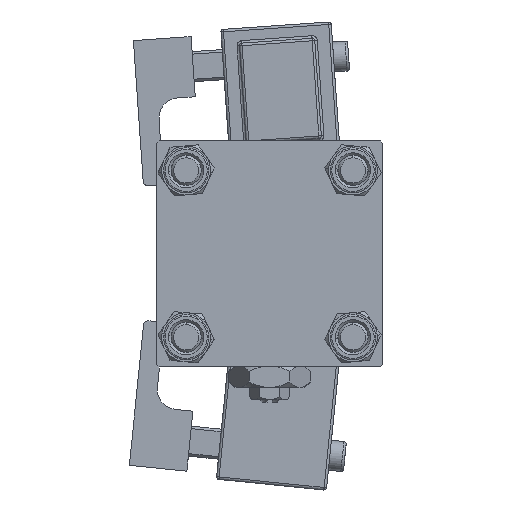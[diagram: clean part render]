
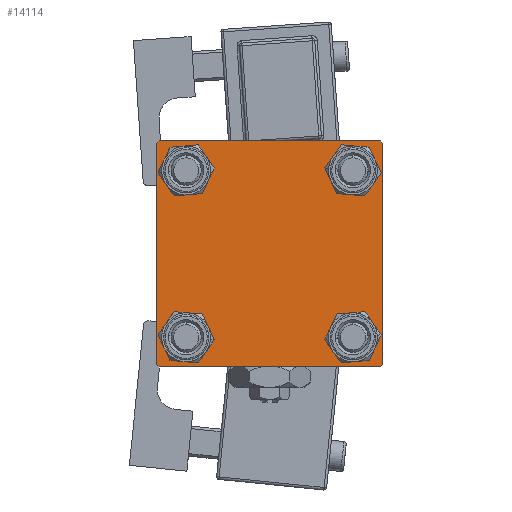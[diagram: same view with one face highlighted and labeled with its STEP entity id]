
A CAD part, left-side view. The second image highlights one B-rep face of the part: STEP entity #14114.
In plain terms, the highlighted planar face has unit normal (-1, 0, 0).
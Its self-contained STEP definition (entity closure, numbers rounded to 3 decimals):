
#840 = LINE ( 'NONE', #39565, #10390 ) ;
#1200 = AXIS2_PLACEMENT_3D ( 'NONE', #44571, #44894, #58531 ) ;
#1243 = CIRCLE ( 'NONE', #62036, 3.5 ) ;
#1697 = CIRCLE ( 'NONE', #3726, 3.5 ) ;
#2298 = AXIS2_PLACEMENT_3D ( 'NONE', #57686, #37723, #47226 ) ;
#2718 = VECTOR ( 'NONE', #50240, 1000. ) ;
#2804 = VERTEX_POINT ( 'NONE', #26992 ) ;
#2921 = ORIENTED_EDGE ( 'NONE', *, *, #33628, .T. ) ;
#3142 = CARTESIAN_POINT ( 'NONE',  ( 0., -16.6, -16.6 ) ) ;
#3726 = AXIS2_PLACEMENT_3D ( 'NONE', #58020, #58967, #14553 ) ;
#3796 = VECTOR ( 'NONE', #12748, 1000. ) ;
#3822 = ORIENTED_EDGE ( 'NONE', *, *, #46075, .T. ) ;
#4591 = EDGE_LOOP ( 'NONE', ( #60038, #15829 ) ) ;
#5768 = CIRCLE ( 'NONE', #40284, 3.5 ) ;
#5800 = VERTEX_POINT ( 'NONE', #18800 ) ;
#6846 = CARTESIAN_POINT ( 'NONE',  ( 0., 16.6, 16.6 ) ) ;
#7394 = CARTESIAN_POINT ( 'NONE',  ( 0., 22.5, 22.5 ) ) ;
#7984 = CARTESIAN_POINT ( 'NONE',  ( 0., 22.25, -22.25 ) ) ;
#9198 = ORIENTED_EDGE ( 'NONE', *, *, #11712, .F. ) ;
#9227 = DIRECTION ( 'NONE',  ( 1., 0., 0. ) ) ;
#9858 = DIRECTION ( 'NONE',  ( 0., 0., 1. ) ) ;
#10048 = FACE_BOUND ( 'NONE', #4591, .T. ) ;
#10350 = DIRECTION ( 'NONE',  ( 1., 0., 0. ) ) ;
#10390 = VECTOR ( 'NONE', #17021, 1000. ) ;
#10678 = DIRECTION ( 'NONE',  ( 0., 0., 1. ) ) ;
#10925 = CARTESIAN_POINT ( 'NONE',  ( 0., 22.5, 22.5 ) ) ;
#11103 = VERTEX_POINT ( 'NONE', #23876 ) ;
#11273 = CIRCLE ( 'NONE', #46757, 3.5 ) ;
#11712 = EDGE_CURVE ( 'NONE', #2804, #60399, #15694, .T. ) ;
#12264 = CARTESIAN_POINT ( 'NONE',  ( 0., 22.5, -22. ) ) ;
#12701 = EDGE_CURVE ( 'NONE', #61790, #19940, #1243, .T. ) ;
#12748 = DIRECTION ( 'NONE',  ( 0., -0.707, -0.707 ) ) ;
#12797 = CARTESIAN_POINT ( 'NONE',  ( 0., 16.6, 20.1 ) ) ;
#13141 = DIRECTION ( 'NONE',  ( 1., 0., 0. ) ) ;
#14114 = ADVANCED_FACE ( 'NONE', ( #25611, #20835, #10048, #59556, #21157 ), #30392, .T. ) ;
#14157 = EDGE_CURVE ( 'NONE', #32295, #28216, #840, .T. ) ;
#14553 = DIRECTION ( 'NONE',  ( 0., 0., 1. ) ) ;
#15115 = DIRECTION ( 'NONE',  ( 0., 0., 1. ) ) ;
#15325 = CIRCLE ( 'NONE', #25486, 3.5 ) ;
#15381 = VECTOR ( 'NONE', #30308, 1000. ) ;
#15596 = CARTESIAN_POINT ( 'NONE',  ( 0., -22.5, -22. ) ) ;
#15694 = LINE ( 'NONE', #10925, #15381 ) ;
#15829 = ORIENTED_EDGE ( 'NONE', *, *, #26998, .T. ) ;
#16674 = CARTESIAN_POINT ( 'NONE',  ( 0., 22.5, -22.5 ) ) ;
#17021 = DIRECTION ( 'NONE',  ( 0., -0.707, 0.707 ) ) ;
#17058 = CARTESIAN_POINT ( 'NONE',  ( 0., -22.5, 22. ) ) ;
#17708 = LINE ( 'NONE', #56421, #39404 ) ;
#18215 = VERTEX_POINT ( 'NONE', #20888 ) ;
#18411 = AXIS2_PLACEMENT_3D ( 'NONE', #33057, #9227, #46407 ) ;
#18800 = CARTESIAN_POINT ( 'NONE',  ( 0., -16.6, -13.1 ) ) ;
#19940 = VERTEX_POINT ( 'NONE', #44760 ) ;
#20064 = EDGE_CURVE ( 'NONE', #5800, #60441, #11273, .T. ) ;
#20835 = FACE_BOUND ( 'NONE', #22399, .T. ) ;
#20888 = CARTESIAN_POINT ( 'NONE',  ( 0., -16.6, 20.1 ) ) ;
#21157 = FACE_OUTER_BOUND ( 'NONE', #44869, .T. ) ;
#21372 = CARTESIAN_POINT ( 'NONE',  ( 0., 16.6, 13.1 ) ) ;
#22399 = EDGE_LOOP ( 'NONE', ( #40693, #42504 ) ) ;
#22565 = VECTOR ( 'NONE', #40856, 1000. ) ;
#22602 = DIRECTION ( 'NONE',  ( 0., 0., -1. ) ) ;
#23876 = CARTESIAN_POINT ( 'NONE',  ( 0., -16.6, 13.1 ) ) ;
#23912 = CARTESIAN_POINT ( 'NONE',  ( 0., -16.6, 16.6 ) ) ;
#24575 = AXIS2_PLACEMENT_3D ( 'NONE', #34830, #44973, #10678 ) ;
#25160 = VERTEX_POINT ( 'NONE', #12264 ) ;
#25486 = AXIS2_PLACEMENT_3D ( 'NONE', #23912, #13141, #47714 ) ;
#25580 = EDGE_CURVE ( 'NONE', #57059, #55359, #31652, .T. ) ;
#25611 = FACE_BOUND ( 'NONE', #50666, .T. ) ;
#25905 = ORIENTED_EDGE ( 'NONE', *, *, #40624, .T. ) ;
#26039 = VERTEX_POINT ( 'NONE', #50437 ) ;
#26992 = CARTESIAN_POINT ( 'NONE',  ( 0., 22., 22.5 ) ) ;
#26998 = EDGE_CURVE ( 'NONE', #19940, #61790, #33710, .T. ) ;
#27150 = EDGE_CURVE ( 'NONE', #2804, #26039, #31968, .T. ) ;
#27272 = DIRECTION ( 'NONE',  ( 0., 0., 1. ) ) ;
#27349 = LINE ( 'NONE', #7984, #3796 ) ;
#28216 = VERTEX_POINT ( 'NONE', #15596 ) ;
#28571 = CIRCLE ( 'NONE', #18411, 3.5 ) ;
#28750 = CARTESIAN_POINT ( 'NONE',  ( 0., -16.6, -20.1 ) ) ;
#29234 = ORIENTED_EDGE ( 'NONE', *, *, #25580, .T. ) ;
#30308 = DIRECTION ( 'NONE',  ( 0., -1., 0. ) ) ;
#30392 = PLANE ( 'NONE',  #24575 ) ;
#31652 = CIRCLE ( 'NONE', #1200, 3.5 ) ;
#31968 = LINE ( 'NONE', #45619, #22565 ) ;
#32227 = LINE ( 'NONE', #16674, #49276 ) ;
#32295 = VERTEX_POINT ( 'NONE', #55303 ) ;
#33030 = EDGE_CURVE ( 'NONE', #25160, #55853, #27349, .T. ) ;
#33057 = CARTESIAN_POINT ( 'NONE',  ( 0., -16.6, -16.6 ) ) ;
#33628 = EDGE_CURVE ( 'NONE', #55853, #32295, #32227, .T. ) ;
#33710 = CIRCLE ( 'NONE', #2298, 3.5 ) ;
#34830 = CARTESIAN_POINT ( 'NONE',  ( 0., 0., 0. ) ) ;
#34840 = EDGE_CURVE ( 'NONE', #26039, #25160, #60384, .T. ) ;
#35340 = EDGE_CURVE ( 'NONE', #55359, #57059, #5768, .T. ) ;
#37723 = DIRECTION ( 'NONE',  ( 1., 0., 0. ) ) ;
#39404 = VECTOR ( 'NONE', #51653, 1000. ) ;
#39565 = CARTESIAN_POINT ( 'NONE',  ( 0., -22.25, -22.25 ) ) ;
#40284 = AXIS2_PLACEMENT_3D ( 'NONE', #6846, #10350, #15115 ) ;
#40475 = DIRECTION ( 'NONE',  ( 0., -1., 0. ) ) ;
#40624 = EDGE_CURVE ( 'NONE', #41441, #60399, #17708, .T. ) ;
#40693 = ORIENTED_EDGE ( 'NONE', *, *, #20064, .T. ) ;
#40856 = DIRECTION ( 'NONE',  ( 0., 0.707, -0.707 ) ) ;
#41441 = VERTEX_POINT ( 'NONE', #17058 ) ;
#42021 = CARTESIAN_POINT ( 'NONE',  ( 0., 16.6, -13.1 ) ) ;
#42504 = ORIENTED_EDGE ( 'NONE', *, *, #62225, .T. ) ;
#42906 = CARTESIAN_POINT ( 'NONE',  ( 0., 16.6, -16.6 ) ) ;
#42937 = ORIENTED_EDGE ( 'NONE', *, *, #45652, .F. ) ;
#43882 = ORIENTED_EDGE ( 'NONE', *, *, #61821, .T. ) ;
#44416 = EDGE_LOOP ( 'NONE', ( #29234, #56909 ) ) ;
#44571 = CARTESIAN_POINT ( 'NONE',  ( 0., 16.6, 16.6 ) ) ;
#44760 = CARTESIAN_POINT ( 'NONE',  ( 0., 16.6, -20.1 ) ) ;
#44869 = EDGE_LOOP ( 'NONE', ( #47571, #56543, #2921, #45596, #42937, #25905, #9198, #53405 ) ) ;
#44894 = DIRECTION ( 'NONE',  ( 1., 0., 0. ) ) ;
#44973 = DIRECTION ( 'NONE',  ( -1., 0., 0. ) ) ;
#45596 = ORIENTED_EDGE ( 'NONE', *, *, #14157, .T. ) ;
#45619 = CARTESIAN_POINT ( 'NONE',  ( 0., 22.25, 22.25 ) ) ;
#45652 = EDGE_CURVE ( 'NONE', #41441, #28216, #56853, .T. ) ;
#46075 = EDGE_CURVE ( 'NONE', #11103, #18215, #1697, .T. ) ;
#46321 = DIRECTION ( 'NONE',  ( 1., 0., 0. ) ) ;
#46407 = DIRECTION ( 'NONE',  ( 0., 0., 1. ) ) ;
#46757 = AXIS2_PLACEMENT_3D ( 'NONE', #3142, #46321, #27272 ) ;
#47226 = DIRECTION ( 'NONE',  ( 0., 0., 1. ) ) ;
#47281 = VECTOR ( 'NONE', #22602, 1000. ) ;
#47323 = CARTESIAN_POINT ( 'NONE',  ( 0., -22.5, 22.5 ) ) ;
#47343 = DIRECTION ( 'NONE',  ( 1., 0., 0. ) ) ;
#47571 = ORIENTED_EDGE ( 'NONE', *, *, #34840, .T. ) ;
#47714 = DIRECTION ( 'NONE',  ( 0., 0., 1. ) ) ;
#49276 = VECTOR ( 'NONE', #40475, 1000. ) ;
#50240 = DIRECTION ( 'NONE',  ( 0., 0., -1. ) ) ;
#50437 = CARTESIAN_POINT ( 'NONE',  ( 0., 22.5, 22. ) ) ;
#50666 = EDGE_LOOP ( 'NONE', ( #43882, #3822 ) ) ;
#51653 = DIRECTION ( 'NONE',  ( 0., 0.707, 0.707 ) ) ;
#53405 = ORIENTED_EDGE ( 'NONE', *, *, #27150, .T. ) ;
#55303 = CARTESIAN_POINT ( 'NONE',  ( 0., -22., -22.5 ) ) ;
#55359 = VERTEX_POINT ( 'NONE', #21372 ) ;
#55853 = VERTEX_POINT ( 'NONE', #60476 ) ;
#56421 = CARTESIAN_POINT ( 'NONE',  ( 0., -22.25, 22.25 ) ) ;
#56543 = ORIENTED_EDGE ( 'NONE', *, *, #33030, .T. ) ;
#56853 = LINE ( 'NONE', #47323, #47281 ) ;
#56909 = ORIENTED_EDGE ( 'NONE', *, *, #35340, .T. ) ;
#57059 = VERTEX_POINT ( 'NONE', #12797 ) ;
#57299 = CARTESIAN_POINT ( 'NONE',  ( 0., -22., 22.5 ) ) ;
#57686 = CARTESIAN_POINT ( 'NONE',  ( 0., 16.6, -16.6 ) ) ;
#58020 = CARTESIAN_POINT ( 'NONE',  ( 0., -16.6, 16.6 ) ) ;
#58531 = DIRECTION ( 'NONE',  ( 0., 0., 1. ) ) ;
#58967 = DIRECTION ( 'NONE',  ( 1., 0., 0. ) ) ;
#59556 = FACE_BOUND ( 'NONE', #44416, .T. ) ;
#60038 = ORIENTED_EDGE ( 'NONE', *, *, #12701, .T. ) ;
#60384 = LINE ( 'NONE', #7394, #2718 ) ;
#60399 = VERTEX_POINT ( 'NONE', #57299 ) ;
#60441 = VERTEX_POINT ( 'NONE', #28750 ) ;
#60476 = CARTESIAN_POINT ( 'NONE',  ( 0., 22., -22.5 ) ) ;
#61790 = VERTEX_POINT ( 'NONE', #42021 ) ;
#61821 = EDGE_CURVE ( 'NONE', #18215, #11103, #15325, .T. ) ;
#62036 = AXIS2_PLACEMENT_3D ( 'NONE', #42906, #47343, #9858 ) ;
#62225 = EDGE_CURVE ( 'NONE', #60441, #5800, #28571, .T. ) ;
